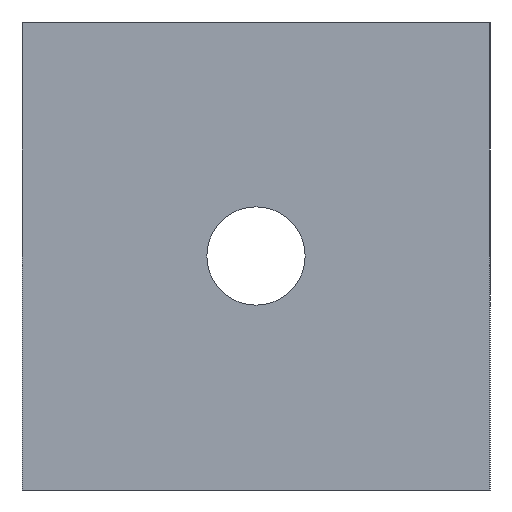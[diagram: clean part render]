
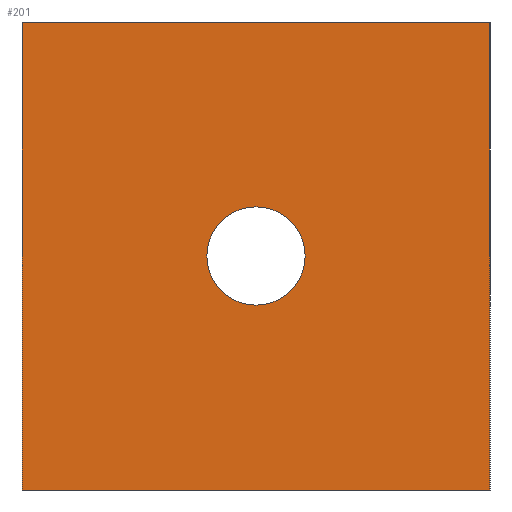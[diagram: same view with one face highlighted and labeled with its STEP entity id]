
A CAD part, left-side view. The second image highlights one B-rep face of the part: STEP entity #201.
In plain terms, the highlighted planar face has unit normal (-1, 0, 0).
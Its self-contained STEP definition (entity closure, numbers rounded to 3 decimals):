
#201=ADVANCED_FACE('',(#215,#216),#217,.T.);
#215=FACE_BOUND('',#249,.T.);
#216=FACE_OUTER_BOUND('',#250,.T.);
#217=PLANE('',#251);
#249=EDGE_LOOP('',(#283));
#250=EDGE_LOOP('',(#284,#285,#286,#287));
#251=AXIS2_PLACEMENT_3D('',#288,#289,#290);
#283=ORIENTED_EDGE('',*,*,#376,.F.);
#284=ORIENTED_EDGE('',*,*,#377,.F.);
#285=ORIENTED_EDGE('',*,*,#378,.F.);
#286=ORIENTED_EDGE('',*,*,#379,.T.);
#287=ORIENTED_EDGE('',*,*,#380,.T.);
#288=CARTESIAN_POINT('',(0.0,20.0,-20.0));
#289=DIRECTION('',(-1.0,0.,0.0));
#290=DIRECTION('',(0.,-1.0,0.0));
#376=EDGE_CURVE('',#403,#403,#404,.T.);
#377=EDGE_CURVE('',#405,#406,#407,.T.);
#378=EDGE_CURVE('',#408,#405,#409,.T.);
#379=EDGE_CURVE('',#408,#410,#411,.T.);
#380=EDGE_CURVE('',#410,#406,#412,.T.);
#403=VERTEX_POINT('',#450);
#404=CIRCLE('',#451,4.2);
#405=VERTEX_POINT('',#452);
#406=VERTEX_POINT('',#453);
#407=LINE('',#454,#455);
#408=VERTEX_POINT('',#456);
#409=LINE('',#457,#458);
#410=VERTEX_POINT('',#459);
#411=LINE('',#460,#461);
#412=LINE('',#462,#463);
#450=CARTESIAN_POINT('',(0.,15.8,0.0));
#451=AXIS2_PLACEMENT_3D('',#516,#517,#518);
#452=CARTESIAN_POINT('',(0.,40.0,20.0));
#453=CARTESIAN_POINT('',(0.,0.0,20.0));
#454=CARTESIAN_POINT('',(0.0,20.0,20.0));
#455=VECTOR('',#519,1.0);
#456=CARTESIAN_POINT('',(0.,40.0,-20.0));
#457=CARTESIAN_POINT('',(0.,40.0,-20.0));
#458=VECTOR('',#520,1.0);
#459=CARTESIAN_POINT('',(0.,0.0,-20.0));
#460=CARTESIAN_POINT('',(0.0,20.0,-20.0));
#461=VECTOR('',#521,1.0);
#462=CARTESIAN_POINT('',(0.,0.0,-20.0));
#463=VECTOR('',#522,1.0);
#516=CARTESIAN_POINT('',(0.0,20.0,0.0));
#517=DIRECTION('',(-1.0,0.,0.0));
#518=DIRECTION('',(0.,-1.0,0.0));
#519=DIRECTION('',(0.,-1.0,0.0));
#520=DIRECTION('',(0.0,0.0,1.0));
#521=DIRECTION('',(0.,-1.0,0.0));
#522=DIRECTION('',(0.0,0.0,1.0));
